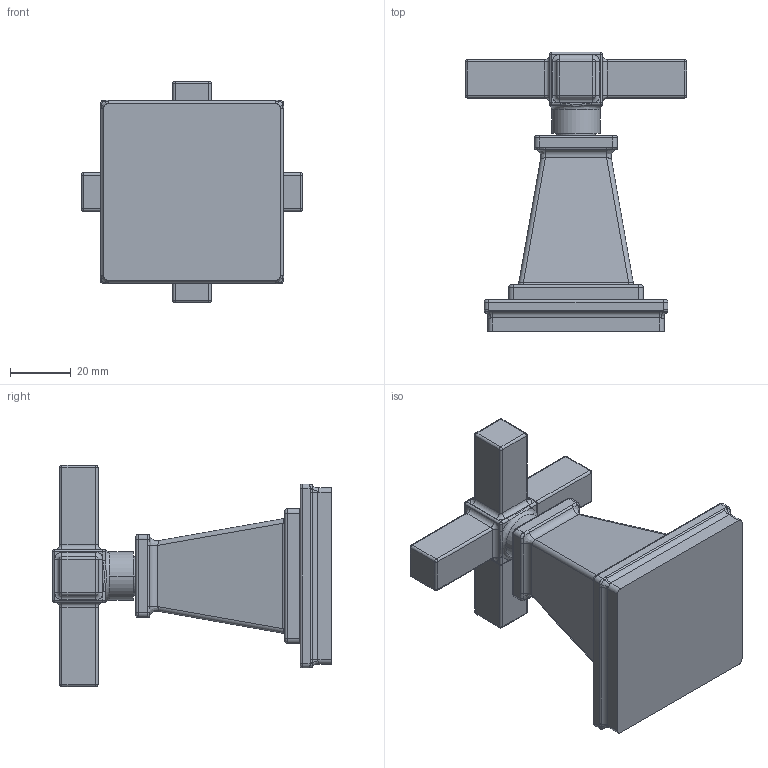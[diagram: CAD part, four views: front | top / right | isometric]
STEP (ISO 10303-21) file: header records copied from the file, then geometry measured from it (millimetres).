
FILE_DESCRIPTION((''),'2;1');
FILE_NAME('12556','2021-01-04T14:15:22',('jinson.thomas'),(''),'CREO PARAMETRIC BY PTC INC, 2018400','CREO PARAMETRIC BY PTC INC, 2018400','');
FILE_SCHEMA(('CONFIG_CONTROL_DESIGN'));
Length unit declared in the file: inch
Products named in the file (1): 12556
Bounding box: 73.03 x 92.16 x 73.03 mm (x, y, z)
Volume: 116247.7 mm3; surface area: 23879.6 mm2
Topology: 1 solids, 1 shells, 295 faces, 649 edges, 365 vertices
Faces by surface type: cylinder 124, bspline 65, plane 59, sphere 24, torus 23
Entity records: 10582 total; most frequent: CARTESIAN_POINT 4355, DIRECTION 1306, ORIENTED_EDGE 1298, EDGE_CURVE 649, AXIS2_PLACEMENT_3D 527, VERTEX_POINT 365, EDGE_LOOP 304, CIRCLE 297
